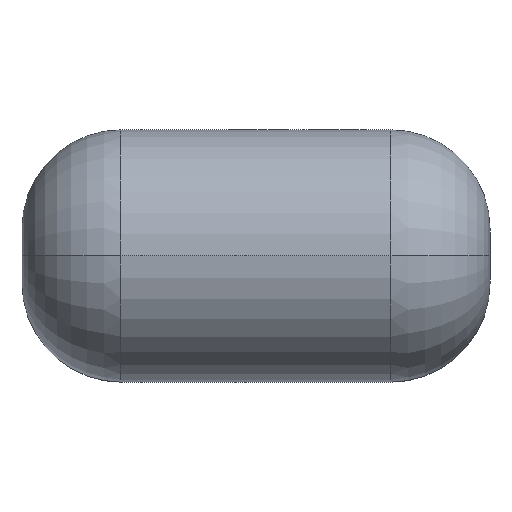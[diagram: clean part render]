
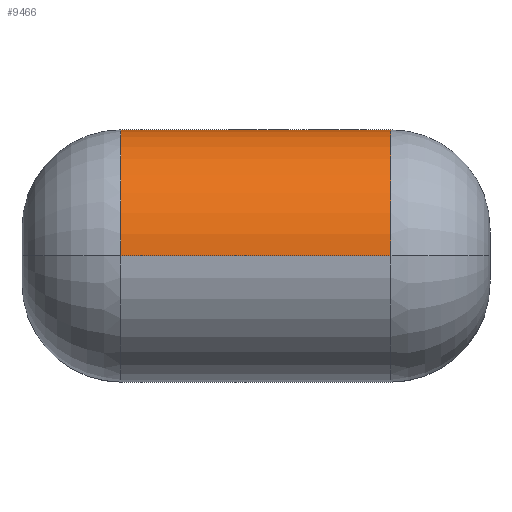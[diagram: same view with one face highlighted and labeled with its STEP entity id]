
A CAD part, top view. The second image highlights one B-rep face of the part: STEP entity #9466.
In plain terms, the highlighted cylindrical face has radius 3.5 mm (diameter 7 mm), a partial arc.
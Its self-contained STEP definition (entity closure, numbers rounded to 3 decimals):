
#57 = DIRECTION ( 'NONE',  ( -1., 0., 0. ) ) ;
#186 = DIRECTION ( 'NONE',  ( 0., 0., 1. ) ) ;
#779 = DIRECTION ( 'NONE',  ( 0., 0., -1. ) ) ;
#886 = DIRECTION ( 'NONE',  ( 1., 0., 0. ) ) ;
#1026 = FACE_OUTER_BOUND ( 'NONE', #11997, .T. ) ;
#1120 = CARTESIAN_POINT ( 'NONE',  ( -3.75, 0., 12. ) ) ;
#1154 = LINE ( 'NONE', #5867, #4378 ) ;
#1396 = CARTESIAN_POINT ( 'NONE',  ( 0., 0., 8.5 ) ) ;
#1756 = EDGE_CURVE ( 'NONE', #2270, #1964, #4783, .T. ) ;
#1789 = ORIENTED_EDGE ( 'NONE', *, *, #1756, .T. ) ;
#1964 = VERTEX_POINT ( 'NONE', #1120 ) ;
#2087 = DIRECTION ( 'NONE',  ( 1., 0., 0. ) ) ;
#2270 = VERTEX_POINT ( 'NONE', #10821 ) ;
#3195 = CYLINDRICAL_SURFACE ( 'NONE', #6164, 3.5 ) ;
#3699 = DIRECTION ( 'NONE',  ( -1., 0., 0. ) ) ;
#4012 = CIRCLE ( 'NONE', #5619, 3.5 ) ;
#4269 = EDGE_CURVE ( 'NONE', #2270, #8669, #1154, .T. ) ;
#4378 = VECTOR ( 'NONE', #2087, 1000. ) ;
#4648 = EDGE_CURVE ( 'NONE', #5594, #1964, #6818, .T. ) ;
#4774 = VECTOR ( 'NONE', #3699, 1000. ) ;
#4783 = CIRCLE ( 'NONE', #6390, 3.5 ) ;
#5594 = VERTEX_POINT ( 'NONE', #8921 ) ;
#5619 = AXIS2_PLACEMENT_3D ( 'NONE', #8032, #57, #186 ) ;
#5753 = ORIENTED_EDGE ( 'NONE', *, *, #4648, .F. ) ;
#5867 = CARTESIAN_POINT ( 'NONE',  ( -6.5, 3.5, 8.5 ) ) ;
#6164 = AXIS2_PLACEMENT_3D ( 'NONE', #1396, #6836, #12022 ) ;
#6390 = AXIS2_PLACEMENT_3D ( 'NONE', #9314, #886, #779 ) ;
#6818 = LINE ( 'NONE', #12387, #4774 ) ;
#6836 = DIRECTION ( 'NONE',  ( -1., 0., 0. ) ) ;
#6918 = EDGE_CURVE ( 'NONE', #5594, #8669, #4012, .T. ) ;
#8025 = ORIENTED_EDGE ( 'NONE', *, *, #4269, .F. ) ;
#8032 = CARTESIAN_POINT ( 'NONE',  ( 3.75, 0., 8.5 ) ) ;
#8669 = VERTEX_POINT ( 'NONE', #10299 ) ;
#8921 = CARTESIAN_POINT ( 'NONE',  ( 3.75, 0., 12. ) ) ;
#9314 = CARTESIAN_POINT ( 'NONE',  ( -3.75, 0., 8.5 ) ) ;
#9454 = ORIENTED_EDGE ( 'NONE', *, *, #6918, .T. ) ;
#9466 = ADVANCED_FACE ( 'NONE', ( #1026 ), #3195, .T. ) ;
#10299 = CARTESIAN_POINT ( 'NONE',  ( 3.75, 3.5, 8.5 ) ) ;
#10821 = CARTESIAN_POINT ( 'NONE',  ( -3.75, 3.5, 8.5 ) ) ;
#11997 = EDGE_LOOP ( 'NONE', ( #8025, #1789, #5753, #9454 ) ) ;
#12022 = DIRECTION ( 'NONE',  ( 0., 0., 1. ) ) ;
#12387 = CARTESIAN_POINT ( 'NONE',  ( 0., 0., 12. ) ) ;
